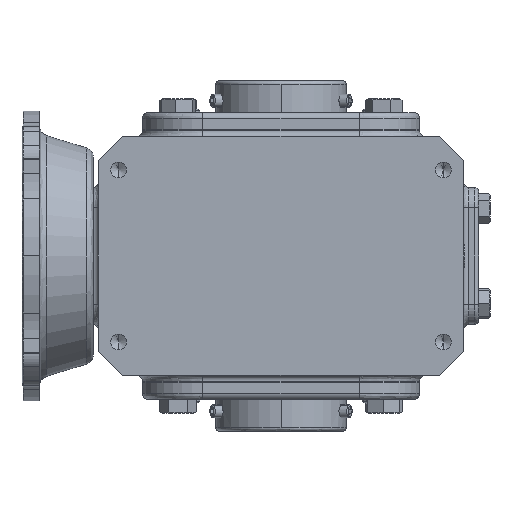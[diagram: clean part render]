
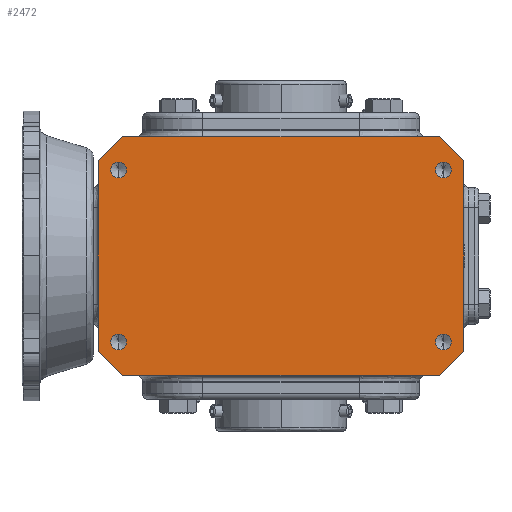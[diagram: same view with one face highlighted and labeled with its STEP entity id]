
A CAD part, front view. The second image highlights one B-rep face of the part: STEP entity #2472.
In plain terms, the highlighted planar face has unit normal (0, -1, 0).
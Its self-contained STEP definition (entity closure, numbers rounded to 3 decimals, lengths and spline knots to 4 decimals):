
#88 = CIRCLE ( 'NONE', #34788, 0.1562 ) ;
#360 = LINE ( 'NONE', #52544, #41312 ) ;
#1280 = ORIENTED_EDGE ( 'NONE', *, *, #6919, .T. ) ;
#1614 = EDGE_CURVE ( 'NONE', #60369, #36492, #31190, .T. ) ;
#1956 = AXIS2_PLACEMENT_3D ( 'NONE', #11154, #14918, #47417 ) ;
#2120 = EDGE_LOOP ( 'NONE', ( #15978, #17561 ) ) ;
#2162 = FACE_BOUND ( 'NONE', #2120, .T. ) ;
#2350 = AXIS2_PLACEMENT_3D ( 'NONE', #38224, #53817, #48716 ) ;
#2472 = ADVANCED_FACE ( 'NONE', ( #32676, #42869, #2162, #37117, #58434 ), #22855, .F. ) ;
#3528 = CARTESIAN_POINT ( 'NONE',  ( -3.5827, -2.9382, 2.3425 ) ) ;
#4168 = DIRECTION ( 'NONE',  ( 0.707, 0., -0.707 ) ) ;
#4529 = CIRCLE ( 'NONE', #2350, 0.1562 ) ;
#6583 = EDGE_CURVE ( 'NONE', #12215, #47922, #16220, .T. ) ;
#6919 = EDGE_CURVE ( 'NONE', #66842, #44562, #29497, .T. ) ;
#7843 = CARTESIAN_POINT ( 'NONE',  ( -3.5827, -2.9382, 2.3425 ) ) ;
#8494 = VERTEX_POINT ( 'NONE', #30581 ) ;
#8614 = LINE ( 'NONE', #3528, #14296 ) ;
#10544 = DIRECTION ( 'NONE',  ( 0.707, 0., 0.707 ) ) ;
#11154 = CARTESIAN_POINT ( 'NONE',  ( -3.1874, -2.9382, -1.6874 ) ) ;
#11343 = DIRECTION ( 'NONE',  ( 0., 0., 1. ) ) ;
#11538 = VERTEX_POINT ( 'NONE', #59234 ) ;
#11736 = VERTEX_POINT ( 'NONE', #65633 ) ;
#11867 = LINE ( 'NONE', #42065, #65186 ) ;
#12215 = VERTEX_POINT ( 'NONE', #39663 ) ;
#12556 = EDGE_CURVE ( 'NONE', #20900, #11736, #42931, .T. ) ;
#12944 = ORIENTED_EDGE ( 'NONE', *, *, #36667, .T. ) ;
#12989 = CARTESIAN_POINT ( 'NONE',  ( -3.5827, -2.9382, -1.8701 ) ) ;
#13642 = VERTEX_POINT ( 'NONE', #65665 ) ;
#14296 = VECTOR ( 'NONE', #24212, 39.3701 ) ;
#14679 = CARTESIAN_POINT ( 'NONE',  ( -3.1874, -2.9382, -1.8437 ) ) ;
#14918 = DIRECTION ( 'NONE',  ( 0., -1., 0. ) ) ;
#15328 = ORIENTED_EDGE ( 'NONE', *, *, #39536, .F. ) ;
#15884 = AXIS2_PLACEMENT_3D ( 'NONE', #16955, #37642, #31873 ) ;
#15978 = ORIENTED_EDGE ( 'NONE', *, *, #60472, .F. ) ;
#16220 = CIRCLE ( 'NONE', #54110, 0.1562 ) ;
#16955 = CARTESIAN_POINT ( 'NONE',  ( 3.1874, -2.9382, -1.6874 ) ) ;
#17493 = CARTESIAN_POINT ( 'NONE',  ( 3.1874, -2.9382, 1.6874 ) ) ;
#17561 = ORIENTED_EDGE ( 'NONE', *, *, #33366, .F. ) ;
#18901 = CARTESIAN_POINT ( 'NONE',  ( -3.1874, -2.9382, -1.5312 ) ) ;
#20533 = VECTOR ( 'NONE', #29154, 39.3701 ) ;
#20610 = AXIS2_PLACEMENT_3D ( 'NONE', #17493, #48669, #33078 ) ;
#20804 = CIRCLE ( 'NONE', #21915, 0.1562 ) ;
#20900 = VERTEX_POINT ( 'NONE', #23037 ) ;
#21119 = ORIENTED_EDGE ( 'NONE', *, *, #60366, .F. ) ;
#21369 = DIRECTION ( 'NONE',  ( 1., 0., 0. ) ) ;
#21915 = AXIS2_PLACEMENT_3D ( 'NONE', #31786, #42641, #27036 ) ;
#22855 = PLANE ( 'NONE',  #58649 ) ;
#23037 = CARTESIAN_POINT ( 'NONE',  ( -3.5827, -2.9382, 1.8701 ) ) ;
#23983 = VECTOR ( 'NONE', #48201, 39.3701 ) ;
#24164 = CARTESIAN_POINT ( 'NONE',  ( -3.1874, -2.9382, 1.6874 ) ) ;
#24212 = DIRECTION ( 'NONE',  ( 0., 0., -1. ) ) ;
#25602 = EDGE_CURVE ( 'NONE', #47922, #12215, #88, .T. ) ;
#26370 = EDGE_CURVE ( 'NONE', #44562, #40758, #360, .T. ) ;
#26564 = EDGE_CURVE ( 'NONE', #11538, #8494, #4529, .T. ) ;
#26613 = CARTESIAN_POINT ( 'NONE',  ( -3.1874, -2.9382, 1.6874 ) ) ;
#27036 = DIRECTION ( 'NONE',  ( 0., 0., -1. ) ) ;
#27259 = EDGE_CURVE ( 'NONE', #40758, #64000, #11867, .T. ) ;
#27631 = EDGE_LOOP ( 'NONE', ( #31092, #32874 ) ) ;
#29154 = DIRECTION ( 'NONE',  ( 0.707, 0., -0.707 ) ) ;
#29497 = LINE ( 'NONE', #39346, #20533 ) ;
#29754 = EDGE_LOOP ( 'NONE', ( #40172, #51381 ) ) ;
#30581 = CARTESIAN_POINT ( 'NONE',  ( 3.1874, -2.9382, 1.5312 ) ) ;
#31092 = ORIENTED_EDGE ( 'NONE', *, *, #1614, .F. ) ;
#31190 = CIRCLE ( 'NONE', #1956, 0.1562 ) ;
#31550 = CIRCLE ( 'NONE', #47801, 0.1562 ) ;
#31786 = CARTESIAN_POINT ( 'NONE',  ( -3.1874, -2.9382, -1.6874 ) ) ;
#31873 = DIRECTION ( 'NONE',  ( 0., 0., -1. ) ) ;
#32676 = FACE_BOUND ( 'NONE', #27631, .T. ) ;
#32874 = ORIENTED_EDGE ( 'NONE', *, *, #63461, .F. ) ;
#33078 = DIRECTION ( 'NONE',  ( 0., 0., -1. ) ) ;
#33366 = EDGE_CURVE ( 'NONE', #13642, #33505, #51579, .T. ) ;
#33505 = VERTEX_POINT ( 'NONE', #62208 ) ;
#34629 = CARTESIAN_POINT ( 'NONE',  ( 3.5827, -2.9382, -1.8701 ) ) ;
#34788 = AXIS2_PLACEMENT_3D ( 'NONE', #26613, #48292, #63531 ) ;
#36492 = VERTEX_POINT ( 'NONE', #18901 ) ;
#36667 = EDGE_CURVE ( 'NONE', #64000, #59689, #47239, .T. ) ;
#36702 = CARTESIAN_POINT ( 'NONE',  ( 3.1874, -2.9382, -1.6874 ) ) ;
#37117 = FACE_OUTER_BOUND ( 'NONE', #62059, .T. ) ;
#37642 = DIRECTION ( 'NONE',  ( 0., -1., 0. ) ) ;
#37688 = VERTEX_POINT ( 'NONE', #40183 ) ;
#38224 = CARTESIAN_POINT ( 'NONE',  ( 3.1874, -2.9382, 1.6874 ) ) ;
#38765 = VECTOR ( 'NONE', #43164, 39.3701 ) ;
#38878 = ORIENTED_EDGE ( 'NONE', *, *, #26564, .F. ) ;
#39090 = DIRECTION ( 'NONE',  ( 0., 0., -1. ) ) ;
#39346 = CARTESIAN_POINT ( 'NONE',  ( -3.5827, -2.9382, -1.8701 ) ) ;
#39536 = EDGE_CURVE ( 'NONE', #8494, #11538, #62672, .T. ) ;
#39663 = CARTESIAN_POINT ( 'NONE',  ( -3.1874, -2.9382, 1.5312 ) ) ;
#39934 = CARTESIAN_POINT ( 'NONE',  ( 3.5827, -2.9382, 1.8701 ) ) ;
#40172 = ORIENTED_EDGE ( 'NONE', *, *, #6583, .F. ) ;
#40183 = CARTESIAN_POINT ( 'NONE',  ( 3.1102, -2.9382, 2.3425 ) ) ;
#40758 = VERTEX_POINT ( 'NONE', #64992 ) ;
#41312 = VECTOR ( 'NONE', #21369, 39.3701 ) ;
#41447 = DIRECTION ( 'NONE',  ( 0., 0., -1. ) ) ;
#42065 = CARTESIAN_POINT ( 'NONE',  ( 3.5827, -2.9382, -1.8701 ) ) ;
#42641 = DIRECTION ( 'NONE',  ( 0., -1., 0. ) ) ;
#42869 = FACE_BOUND ( 'NONE', #56986, .T. ) ;
#42904 = EDGE_CURVE ( 'NONE', #11736, #37688, #54297, .T. ) ;
#42931 = LINE ( 'NONE', #54097, #59042 ) ;
#43164 = DIRECTION ( 'NONE',  ( 0., 0., 1. ) ) ;
#43201 = DIRECTION ( 'NONE',  ( 0., 1., 0. ) ) ;
#43664 = EDGE_CURVE ( 'NONE', #20900, #66842, #8614, .T. ) ;
#44562 = VERTEX_POINT ( 'NONE', #47713 ) ;
#45588 = VECTOR ( 'NONE', #4168, 39.3701 ) ;
#47239 = LINE ( 'NONE', #63800, #38765 ) ;
#47417 = DIRECTION ( 'NONE',  ( 0., 0., -1. ) ) ;
#47713 = CARTESIAN_POINT ( 'NONE',  ( -3.1102, -2.9382, -2.3425 ) ) ;
#47801 = AXIS2_PLACEMENT_3D ( 'NONE', #36702, #52948, #41447 ) ;
#47922 = VERTEX_POINT ( 'NONE', #51911 ) ;
#48201 = DIRECTION ( 'NONE',  ( 1., 0., 0. ) ) ;
#48268 = CARTESIAN_POINT ( 'NONE',  ( -3.5827, -2.9382, 2.3425 ) ) ;
#48292 = DIRECTION ( 'NONE',  ( 0., -1., 0. ) ) ;
#48669 = DIRECTION ( 'NONE',  ( 0., -1., 0. ) ) ;
#48716 = DIRECTION ( 'NONE',  ( 0., 0., -1. ) ) ;
#50276 = LINE ( 'NONE', #60426, #45588 ) ;
#51107 = ORIENTED_EDGE ( 'NONE', *, *, #12556, .F. ) ;
#51229 = ORIENTED_EDGE ( 'NONE', *, *, #27259, .T. ) ;
#51381 = ORIENTED_EDGE ( 'NONE', *, *, #25602, .F. ) ;
#51579 = CIRCLE ( 'NONE', #15884, 0.1562 ) ;
#51911 = CARTESIAN_POINT ( 'NONE',  ( -3.1874, -2.9382, 1.8437 ) ) ;
#52544 = CARTESIAN_POINT ( 'NONE',  ( -3.5827, -2.9382, -2.3425 ) ) ;
#52948 = DIRECTION ( 'NONE',  ( 0., -1., 0. ) ) ;
#53817 = DIRECTION ( 'NONE',  ( 0., -1., 0. ) ) ;
#54097 = CARTESIAN_POINT ( 'NONE',  ( -3.1102, -2.9382, 2.3425 ) ) ;
#54110 = AXIS2_PLACEMENT_3D ( 'NONE', #24164, #60411, #39090 ) ;
#54297 = LINE ( 'NONE', #7843, #23983 ) ;
#54430 = ORIENTED_EDGE ( 'NONE', *, *, #43664, .T. ) ;
#56986 = EDGE_LOOP ( 'NONE', ( #15328, #38878 ) ) ;
#58434 = FACE_BOUND ( 'NONE', #29754, .T. ) ;
#58649 = AXIS2_PLACEMENT_3D ( 'NONE', #48268, #43201, #11343 ) ;
#59042 = VECTOR ( 'NONE', #63569, 39.3701 ) ;
#59234 = CARTESIAN_POINT ( 'NONE',  ( 3.1874, -2.9382, 1.8437 ) ) ;
#59689 = VERTEX_POINT ( 'NONE', #39934 ) ;
#60366 = EDGE_CURVE ( 'NONE', #37688, #59689, #50276, .T. ) ;
#60369 = VERTEX_POINT ( 'NONE', #14679 ) ;
#60411 = DIRECTION ( 'NONE',  ( 0., -1., 0. ) ) ;
#60426 = CARTESIAN_POINT ( 'NONE',  ( 3.1102, -2.9382, 2.3425 ) ) ;
#60472 = EDGE_CURVE ( 'NONE', #33505, #13642, #31550, .T. ) ;
#62059 = EDGE_LOOP ( 'NONE', ( #1280, #66864, #51229, #12944, #21119, #62490, #51107, #54430 ) ) ;
#62208 = CARTESIAN_POINT ( 'NONE',  ( 3.1874, -2.9382, -1.8437 ) ) ;
#62490 = ORIENTED_EDGE ( 'NONE', *, *, #42904, .F. ) ;
#62672 = CIRCLE ( 'NONE', #20610, 0.1562 ) ;
#63461 = EDGE_CURVE ( 'NONE', #36492, #60369, #20804, .T. ) ;
#63531 = DIRECTION ( 'NONE',  ( 0., 0., -1. ) ) ;
#63569 = DIRECTION ( 'NONE',  ( 0.707, 0., 0.707 ) ) ;
#63800 = CARTESIAN_POINT ( 'NONE',  ( 3.5827, -2.9382, 2.3425 ) ) ;
#64000 = VERTEX_POINT ( 'NONE', #34629 ) ;
#64992 = CARTESIAN_POINT ( 'NONE',  ( 3.1102, -2.9382, -2.3425 ) ) ;
#65186 = VECTOR ( 'NONE', #10544, 39.3701 ) ;
#65633 = CARTESIAN_POINT ( 'NONE',  ( -3.1102, -2.9382, 2.3425 ) ) ;
#65665 = CARTESIAN_POINT ( 'NONE',  ( 3.1874, -2.9382, -1.5312 ) ) ;
#66842 = VERTEX_POINT ( 'NONE', #12989 ) ;
#66864 = ORIENTED_EDGE ( 'NONE', *, *, #26370, .T. ) ;
